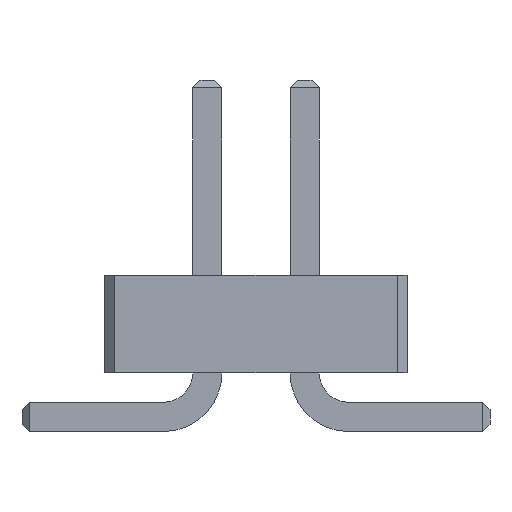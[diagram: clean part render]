
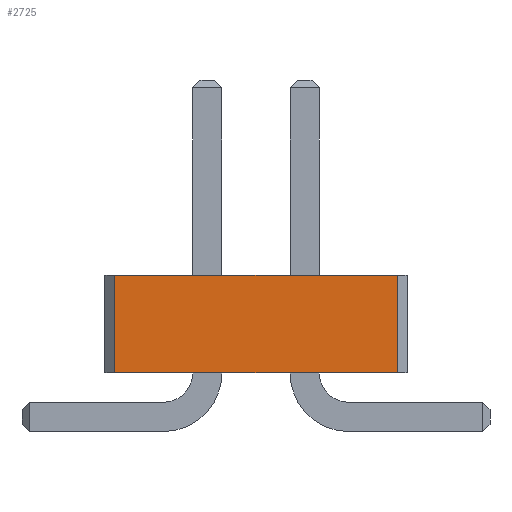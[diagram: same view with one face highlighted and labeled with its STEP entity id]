
A CAD part, front view. The second image highlights one B-rep face of the part: STEP entity #2725.
In plain terms, the highlighted planar face has unit normal (0, -1, 0).
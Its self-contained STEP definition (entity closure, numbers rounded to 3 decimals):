
#263 = VERTEX_POINT('',#264);
#264 = CARTESIAN_POINT('',(1.45,-4.,0.6));
#270 = EDGE_CURVE('',#271,#263,#273,.T.);
#271 = VERTEX_POINT('',#272);
#272 = CARTESIAN_POINT('',(-1.45,-4.,0.6));
#273 = LINE('',#274,#275);
#274 = CARTESIAN_POINT('',(-1.55,-4.,0.6));
#275 = VECTOR('',#276,1.);
#276 = DIRECTION('',(1.,0.,0.));
#1231 = VERTEX_POINT('',#1232);
#1232 = CARTESIAN_POINT('',(-1.45,-4.,1.6));
#1238 = EDGE_CURVE('',#1231,#1239,#1241,.T.);
#1239 = VERTEX_POINT('',#1240);
#1240 = CARTESIAN_POINT('',(1.45,-4.,1.6));
#1241 = LINE('',#1242,#1243);
#1242 = CARTESIAN_POINT('',(-1.55,-4.,1.6));
#1243 = VECTOR('',#1244,1.);
#1244 = DIRECTION('',(1.,0.,0.));
#2715 = EDGE_CURVE('',#271,#1231,#2716,.T.);
#2716 = LINE('',#2717,#2718);
#2717 = CARTESIAN_POINT('',(-1.45,-4.,0.6));
#2718 = VECTOR('',#2719,1.);
#2719 = DIRECTION('',(0.,0.,1.));
#2725 = ADVANCED_FACE('',(#2726),#2737,.F.);
#2726 = FACE_BOUND('',#2727,.F.);
#2727 = EDGE_LOOP('',(#2728,#2729,#2730,#2731));
#2728 = ORIENTED_EDGE('',*,*,#270,.F.);
#2729 = ORIENTED_EDGE('',*,*,#2715,.T.);
#2730 = ORIENTED_EDGE('',*,*,#1238,.T.);
#2731 = ORIENTED_EDGE('',*,*,#2732,.F.);
#2732 = EDGE_CURVE('',#263,#1239,#2733,.T.);
#2733 = LINE('',#2734,#2735);
#2734 = CARTESIAN_POINT('',(1.45,-4.,0.6));
#2735 = VECTOR('',#2736,1.);
#2736 = DIRECTION('',(0.,0.,1.));
#2737 = PLANE('',#2738);
#2738 = AXIS2_PLACEMENT_3D('',#2739,#2740,#2741);
#2739 = CARTESIAN_POINT('',(-1.55,-4.,0.6));
#2740 = DIRECTION('',(0.,1.,0.));
#2741 = DIRECTION('',(1.,0.,0.));
